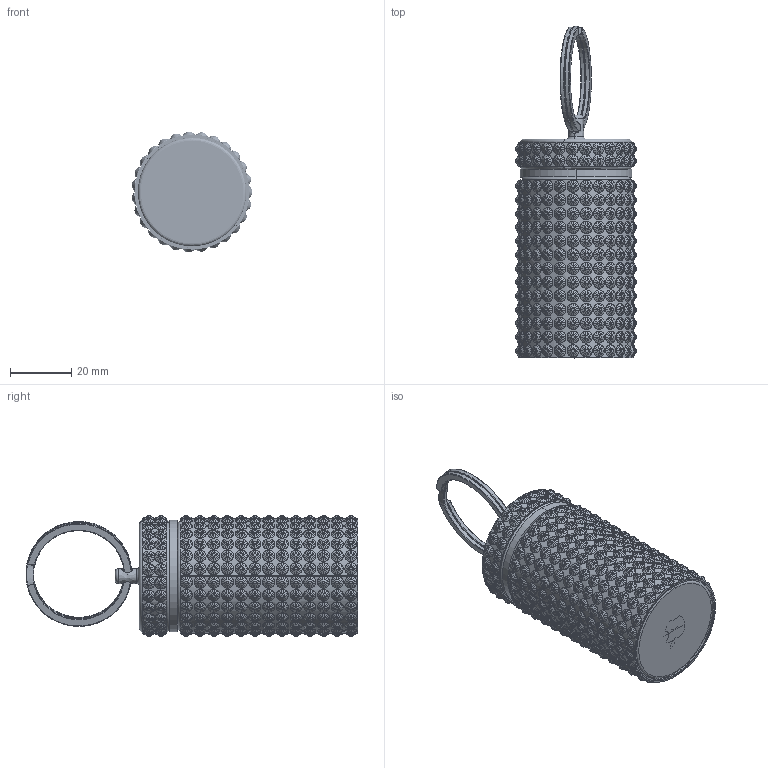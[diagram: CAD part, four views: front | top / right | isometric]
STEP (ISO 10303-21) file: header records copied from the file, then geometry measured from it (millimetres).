
FILE_DESCRIPTION(('FreeCAD Model'),'2;1');
FILE_NAME('Open CASCADE Shape Model','2025-04-27T16:34:02',('FreeCAD'),( 'FreeCAD'),'Open CASCADE STEP processor 7.6','FreeCAD','Unknown');
FILE_SCHEMA(('AUTOMOTIVE_DESIGN { 1 0 10303 214 1 1 1 1 }'));
Products named in the file (1): Open CASCADE STEP translator 7.6 1
Bounding box: 39.29 x 107.96 x 39.33 mm (x, y, z)
Volume: 41369.1 mm3; surface area: 66904.6 mm2
Topology: 415 solids, 415 shells, 7880 faces, 20694 edges, 13644 vertices
Faces by surface type: bspline 7880
Entity records: 275147 total; most frequent: CARTESIAN_POINT 154742, ORIENTED_EDGE 41380, EDGE_CURVE 20690, VERTEX_POINT 13644, B_SPLINE_CURVE_WITH_KNOTS 13223, FACE_BOUND 7888, EDGE_LOOP 7888, ADVANCED_FACE 7880
